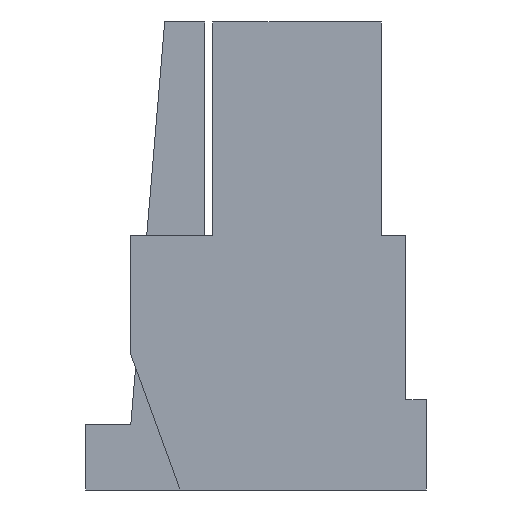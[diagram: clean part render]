
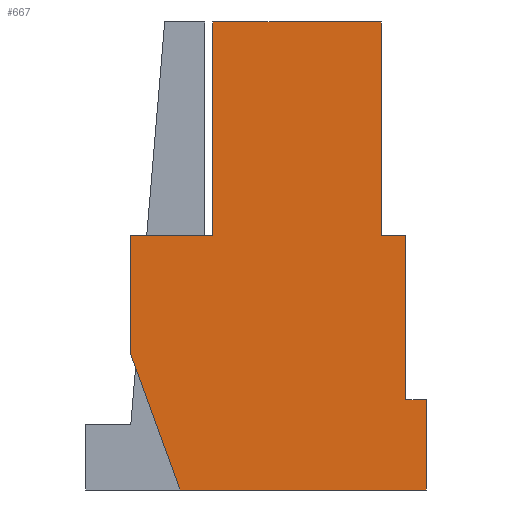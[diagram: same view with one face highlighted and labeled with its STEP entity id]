
A CAD part, left-side view. The second image highlights one B-rep face of the part: STEP entity #667.
In plain terms, the highlighted planar face has unit normal (-1, 0, 0).
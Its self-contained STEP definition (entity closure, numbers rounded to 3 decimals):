
#23 = VERTEX_POINT ( 'NONE', #1145 ) ;
#27 = VERTEX_POINT ( 'NONE', #1149 ) ;
#39 = VERTEX_POINT ( 'NONE', #1160 ) ;
#41 = VERTEX_POINT ( 'NONE', #1162 ) ;
#43 = VERTEX_POINT ( 'NONE', #1164 ) ;
#53 = VERTEX_POINT ( 'NONE', #1102 ) ;
#55 = VERTEX_POINT ( 'NONE', #1104 ) ;
#105 = VERTEX_POINT ( 'NONE', #1263 ) ;
#115 = VERTEX_POINT ( 'NONE', #1379 ) ;
#116 = VERTEX_POINT ( 'NONE', #1380 ) ;
#117 = VERTEX_POINT ( 'NONE', #1381 ) ;
#174 = FACE_OUTER_BOUND ( 'NONE', #1598, .T. ) ;
#182 = LINE ( 'NONE', #611, #187 ) ;
#187 = VECTOR ( 'NONE', #525, 1000. ) ;
#224 = LINE ( 'NONE', #825, #231 ) ;
#226 = LINE ( 'NONE', #830, #229 ) ;
#229 = VECTOR ( 'NONE', #832, 1000. ) ;
#230 = LINE ( 'NONE', #834, #233 ) ;
#231 = VECTOR ( 'NONE', #833, 1000. ) ;
#232 = LINE ( 'NONE', #836, #235 ) ;
#233 = VECTOR ( 'NONE', #835, 1000. ) ;
#234 = LINE ( 'NONE', #838, #237 ) ;
#235 = VECTOR ( 'NONE', #837, 1000. ) ;
#236 = LINE ( 'NONE', #840, #239 ) ;
#237 = VECTOR ( 'NONE', #839, 1000. ) ;
#239 = VECTOR ( 'NONE', #1039, 1000. ) ;
#444 = LINE ( 'NONE', #1354, #447 ) ;
#447 = VECTOR ( 'NONE', #1355, 1000. ) ;
#452 = LINE ( 'NONE', #1362, #455 ) ;
#455 = VECTOR ( 'NONE', #1363, 1000. ) ;
#468 = LINE ( 'NONE', #1213, #471 ) ;
#470 = LINE ( 'NONE', #1215, #473 ) ;
#471 = VECTOR ( 'NONE', #1214, 1000. ) ;
#473 = VECTOR ( 'NONE', #1216, 1000. ) ;
#486 = ORIENTED_EDGE ( 'NONE', *, *, #1671, .T. ) ;
#487 = ORIENTED_EDGE ( 'NONE', *, *, #1675, .T. ) ;
#488 = ORIENTED_EDGE ( 'NONE', *, *, #1684, .F. ) ;
#489 = ORIENTED_EDGE ( 'NONE', *, *, #1483, .T. ) ;
#490 = ORIENTED_EDGE ( 'NONE', *, *, #1482, .T. ) ;
#491 = ORIENTED_EDGE ( 'NONE', *, *, #1481, .T. ) ;
#492 = ORIENTED_EDGE ( 'NONE', *, *, #1480, .T. ) ;
#493 = ORIENTED_EDGE ( 'NONE', *, *, #1479, .T. ) ;
#494 = ORIENTED_EDGE ( 'NONE', *, *, #1478, .T. ) ;
#495 = ORIENTED_EDGE ( 'NONE', *, *, #1457, .F. ) ;
#496 = ORIENTED_EDGE ( 'NONE', *, *, #1683, .F. ) ;
#525 = DIRECTION ( 'NONE',  ( 0., -1., 0. ) ) ;
#586 = PLANE ( 'NONE',  #882 ) ;
#587 = CARTESIAN_POINT ( 'NONE',  ( -3.708, 0.883, 5.975 ) ) ;
#588 = DIRECTION ( 'NONE',  ( 1., 0., 0. ) ) ;
#589 = DIRECTION ( 'NONE',  ( 0., -1., 0. ) ) ;
#611 = CARTESIAN_POINT ( 'NONE',  ( -3.708, -0.917, 5.975 ) ) ;
#667 = ADVANCED_FACE ( 'NONE', ( #174 ), #586, .F. ) ;
#825 = CARTESIAN_POINT ( 'NONE',  ( -3.708, 0.383, 3.375 ) ) ;
#830 = CARTESIAN_POINT ( 'NONE',  ( -3.708, -0.117, 4.675 ) ) ;
#832 = DIRECTION ( 'NONE',  ( 0., 0., -1. ) ) ;
#833 = DIRECTION ( 'NONE',  ( 0., 1., 0. ) ) ;
#834 = CARTESIAN_POINT ( 'NONE',  ( -3.708, 0.883, 2.649 ) ) ;
#835 = DIRECTION ( 'NONE',  ( 0., 0., -1. ) ) ;
#836 = CARTESIAN_POINT ( 'NONE',  ( -3.708, 0.583, 1.099 ) ) ;
#837 = DIRECTION ( 'NONE',  ( 0., -0.342, -0.94 ) ) ;
#838 = CARTESIAN_POINT ( 'NONE',  ( -3.708, -1.217, 0.275 ) ) ;
#839 = DIRECTION ( 'NONE',  ( 0., -1., 0. ) ) ;
#840 = CARTESIAN_POINT ( 'NONE',  ( -3.708, -2.717, 0.825 ) ) ;
#882 = AXIS2_PLACEMENT_3D ( 'NONE', #587, #588, #589 ) ;
#1039 = DIRECTION ( 'NONE',  ( 0., 0., 1. ) ) ;
#1102 = CARTESIAN_POINT ( 'NONE',  ( -3.708, -2.167, 5.975 ) ) ;
#1104 = CARTESIAN_POINT ( 'NONE',  ( -3.708, 0.883, 3.375 ) ) ;
#1145 = CARTESIAN_POINT ( 'NONE',  ( -3.708, 0.883, 1.923 ) ) ;
#1149 = CARTESIAN_POINT ( 'NONE',  ( -3.708, -0.117, 3.375 ) ) ;
#1160 = CARTESIAN_POINT ( 'NONE',  ( -3.708, -2.717, 1.375 ) ) ;
#1162 = CARTESIAN_POINT ( 'NONE',  ( -3.708, -2.467, 3.375 ) ) ;
#1164 = CARTESIAN_POINT ( 'NONE',  ( -3.708, -2.717, 0.275 ) ) ;
#1213 = CARTESIAN_POINT ( 'NONE',  ( -3.708, -2.167, 3.125 ) ) ;
#1214 = DIRECTION ( 'NONE',  ( 0., 0., -1. ) ) ;
#1215 = CARTESIAN_POINT ( 'NONE',  ( -3.708, -0.917, 1.375 ) ) ;
#1216 = DIRECTION ( 'NONE',  ( 0., -1., 0. ) ) ;
#1263 = CARTESIAN_POINT ( 'NONE',  ( -3.708, 0.283, 0.275 ) ) ;
#1354 = CARTESIAN_POINT ( 'NONE',  ( -3.708, -2.467, 3.375 ) ) ;
#1355 = DIRECTION ( 'NONE',  ( 0., 1., 0. ) ) ;
#1362 = CARTESIAN_POINT ( 'NONE',  ( -3.708, -2.467, 1.375 ) ) ;
#1363 = DIRECTION ( 'NONE',  ( 0., 0., 1. ) ) ;
#1379 = CARTESIAN_POINT ( 'NONE',  ( -3.708, -0.117, 5.975 ) ) ;
#1380 = CARTESIAN_POINT ( 'NONE',  ( -3.708, -2.167, 3.375 ) ) ;
#1381 = CARTESIAN_POINT ( 'NONE',  ( -3.708, -2.467, 1.375 ) ) ;
#1457 = EDGE_CURVE ( 'NONE', #115, #53, #182, .T. ) ;
#1478 = EDGE_CURVE ( 'NONE', #115, #27, #226, .T. ) ;
#1479 = EDGE_CURVE ( 'NONE', #27, #55, #224, .T. ) ;
#1480 = EDGE_CURVE ( 'NONE', #55, #23, #230, .T. ) ;
#1481 = EDGE_CURVE ( 'NONE', #23, #105, #232, .T. ) ;
#1482 = EDGE_CURVE ( 'NONE', #105, #43, #234, .T. ) ;
#1483 = EDGE_CURVE ( 'NONE', #43, #39, #236, .T. ) ;
#1598 = EDGE_LOOP ( 'NONE', ( #496, #495, #494, #493, #492, #491, #490, #489, #488, #487, #486 ) ) ;
#1671 = EDGE_CURVE ( 'NONE', #41, #116, #444, .T. ) ;
#1675 = EDGE_CURVE ( 'NONE', #117, #41, #452, .T. ) ;
#1683 = EDGE_CURVE ( 'NONE', #53, #116, #468, .T. ) ;
#1684 = EDGE_CURVE ( 'NONE', #117, #39, #470, .T. ) ;
